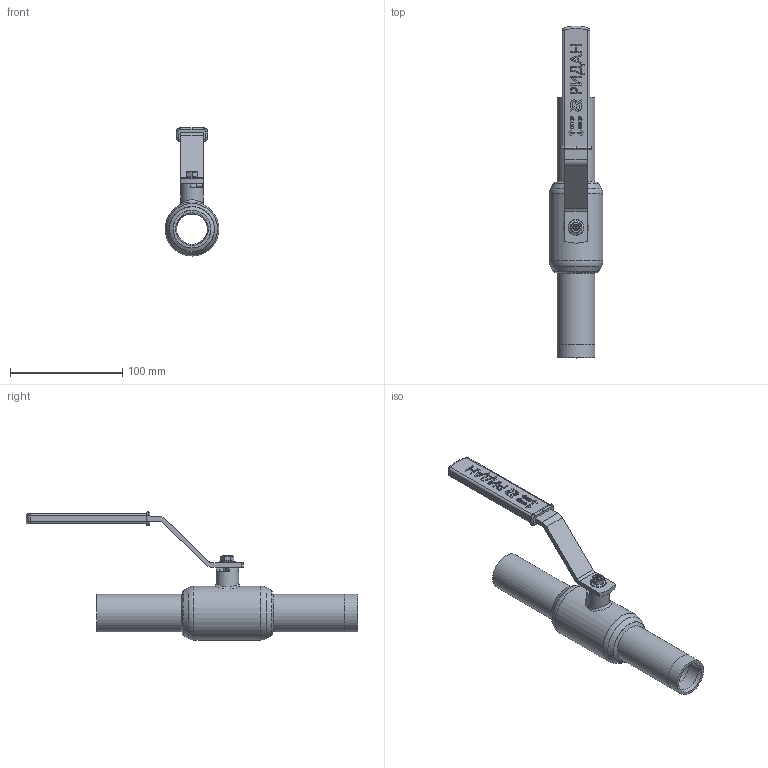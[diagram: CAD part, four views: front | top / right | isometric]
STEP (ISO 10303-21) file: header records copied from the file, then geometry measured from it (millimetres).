
FILE_DESCRIPTION(('TFLEX Exchange Step'),'2;1');
FILE_NAME('065N9602 - Кран шаровой Basic DN25.stp', '2023-08-30T12:06:59+03:00',('RUCO3277'),('Unknown organisation'),'TFLEX Exchange 2022.1','T-FLEX CAD','Unknown authorisation');
FILE_SCHEMA( ('AUTOMOTIVE_DESIGN { 1 0 10303 214 1 1 1 1 }') );
Length unit declared in the file: millimetre
Products named in the file (10): 50025422 - Штифт; <Другие гайки>Гайка ГОСТ Р ИСО 4161-2013; 24040428R - Грипса; 24025433 - Основание рукоятки; 24025530 - Рукоятка; 24025442-1 - Патрубок; 24025427 - Шток DN15-25; 24025406 - Корпус штока; 24025409 - Корпус (гнутый); 065N9602 - Кран шаровой Basic DN25
Assembly tree (10 placements, depth 3):
  065N9602 - Кран шаровой Basic DN25
    50025422 - Штифт
    <Другие гайки>Гайка ГОСТ Р ИСО 4161-2013
    24025530 - Рукоятка
      24040428R - Грипса
      24025433 - Основание рукоятки
    24025442-1 - Патрубок  x2
    24025427 - Шток DN15-25
    24025406 - Корпус штока
    24025409 - Корпус (гнутый)
Bounding box: 48 x 295 x 113.95 mm (x, y, z)
Volume: 166214.7 mm3; surface area: 114584 mm2
Topology: 13 solids, 13 shells, 470 faces, 1204 edges, 783 vertices
Faces by surface type: plane 279, bspline 67, cylinder 57, torus 39, cone 20, sphere 4, extrusion 4
Full cylindrical faces by diameter (mm): 4.917 x1, 7.4 x2, 8 x1, 8.1 x1, 10 x4, 11 x1, 20 x1, 20.4 x1, 27.1 x3, 31 x3, 33.5 x3, 41 x1, 48 x1
Entity records: 16068 total; most frequent: CARTESIAN_POINT 5151, ORIENTED_EDGE 2306, DIRECTION 2012, EDGE_CURVE 1153, VECTOR 764, LINE 760, VERTEX_POINT 759, AXIS2_PLACEMENT_3D 624
